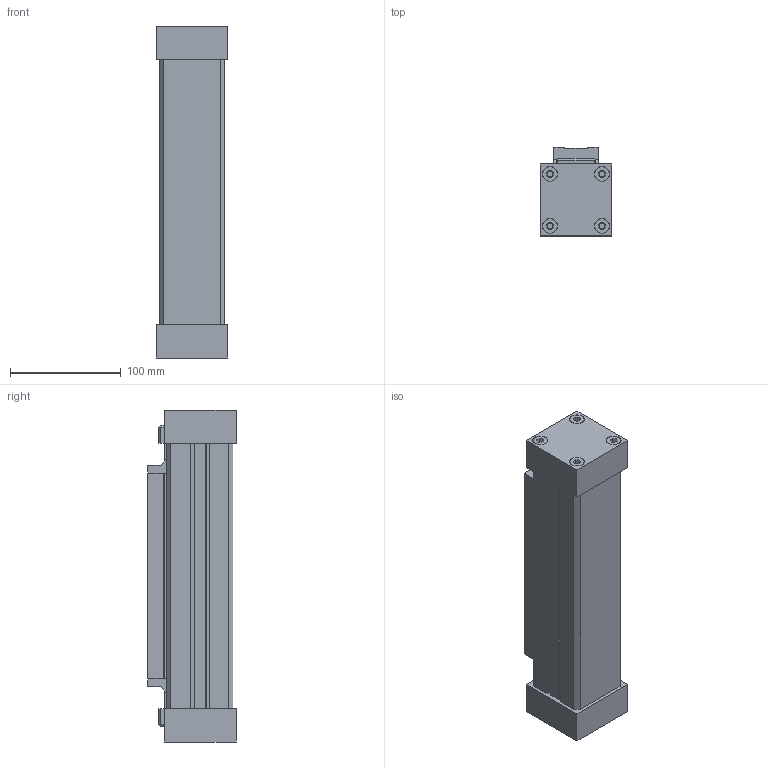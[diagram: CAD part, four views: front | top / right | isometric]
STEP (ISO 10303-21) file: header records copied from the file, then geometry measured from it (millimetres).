
FILE_DESCRIPTION((''),'2;1');
FILE_NAME('16054000001M.stp','2007-03-08T09:13:03',('valotma1'),(''),'Autodesk Inventor 11','Autodesk Inventor 11','');
FILE_SCHEMA(('AUTOMOTIVE_DESIGN { 1 0 10303 214 1 1 1 1 }'));
Length unit declared in the file: millimetre
Products named in the file (3): 16054000001M; CILINDRO Ø40 C0; CARRELLO Ø40
Assembly tree (2 placements, depth 2):
  16054000001M
    CILINDRO Ø40 C0
    CARRELLO Ø40
Bounding box: 65 x 80 x 300 mm (x, y, z)
Volume: 1214327.6 mm3; surface area: 120249.2 mm2
Topology: 2 solids, 2 shells, 238 faces, 532 edges, 344 vertices
Faces by surface type: plane 124, bspline 99, cylinder 15
Full cylindrical faces by diameter (mm): 4.917 x4, 5.3 x1, 11.445 x1, 13 x4, 13.5 x4, 18.5 x1
Entity records: 6616 total; most frequent: CARTESIAN_POINT 1684, ORIENTED_EDGE 972, DIRECTION 850, EDGE_CURVE 486, VECTOR 410, LINE 410, VERTEX_POINT 336, EDGE_LOOP 322
